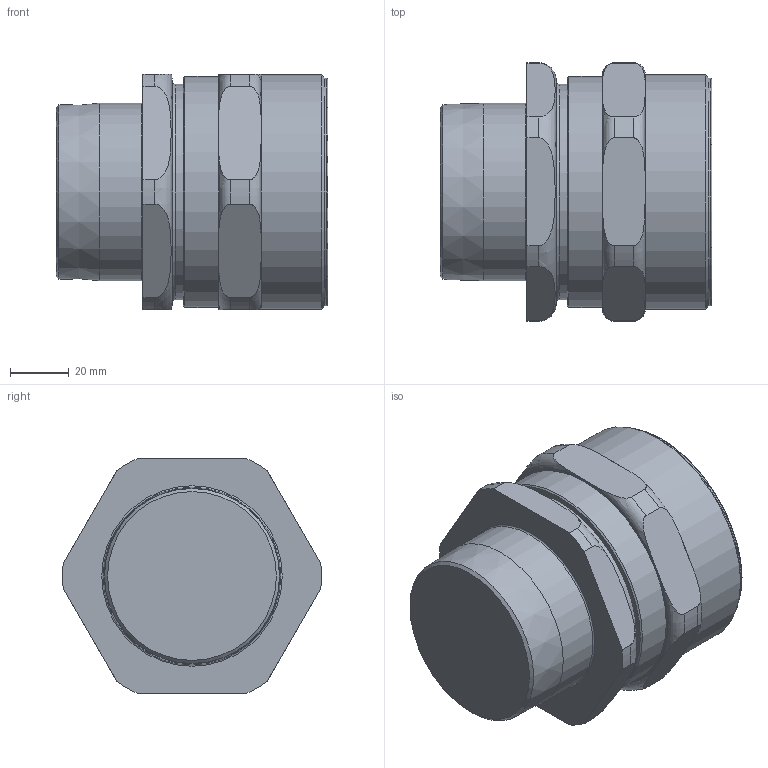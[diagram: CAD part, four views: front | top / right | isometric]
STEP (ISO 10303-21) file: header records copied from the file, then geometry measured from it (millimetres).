
FILE_DESCRIPTION(/* description */ (''),/* implementation_level */ '2;1');
FILE_NAME(/* name */ '150 RAC X E_2_NPT.stp',/* time_stamp */ '2021-04-25T20:49:14+05:00',/* author */ ('vinaykumark'),/* organization */ (''),/* preprocessor_version */ 'ST-DEVELOPER v18',/* originating_system */ 'Autodesk Inventor 2020',/* authorisation */ '');
FILE_SCHEMA (('AUTOMOTIVE_DESIGN { 1 0 10303 214 3 1 1 }'));
Length unit declared in the file: inch
Products named in the file (1): 150 RAC X E_2_NPT
Bounding box: 92.43 x 87.96 x 80 mm (x, y, z)
Volume: 614265.8 mm3; surface area: 82558.7 mm2
Topology: 6 solids, 6 shells, 162 faces, 469 edges, 321 vertices
Faces by surface type: torus 52, cone 44, cylinder 36, plane 26, sphere 4
Full cylindrical faces by diameter (mm): 1.4 x12, 56.3 x1, 60.33 x1, 66.45 x1, 72.3 x1, 73 x3, 73.3 x1, 76.2 x1, 77.5 x1, 78.55 x1, 79.84 x1
Entity records: 6232 total; most frequent: CARTESIAN_POINT 1504, DIRECTION 1096, ORIENTED_EDGE 922, AXIS2_PLACEMENT_3D 499, EDGE_CURVE 461, CIRCLE 336, VERTEX_POINT 317, EDGE_LOOP 168
